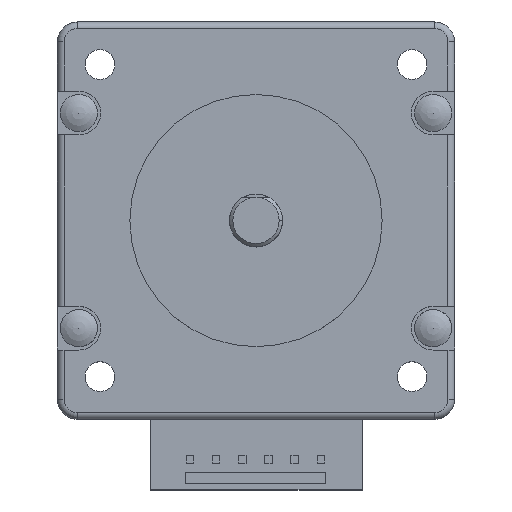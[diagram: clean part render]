
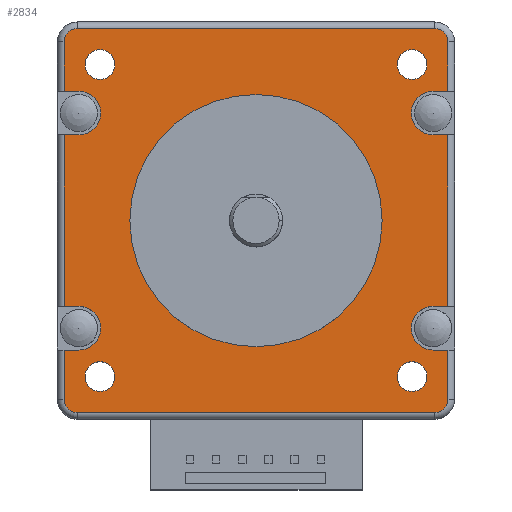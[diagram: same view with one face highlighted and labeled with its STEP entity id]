
A CAD part, top view. The second image highlights one B-rep face of the part: STEP entity #2834.
In plain terms, the highlighted planar face has unit normal (0, 0, 1).
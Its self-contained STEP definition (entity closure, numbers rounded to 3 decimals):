
#110=FACE_BOUND('',#521,.T.);
#111=FACE_BOUND('',#522,.T.);
#112=FACE_BOUND('',#523,.T.);
#113=FACE_BOUND('',#524,.T.);
#114=FACE_BOUND('',#525,.T.);
#190=PLANE('',#3154);
#343=FACE_OUTER_BOUND('',#520,.T.);
#520=EDGE_LOOP('',(#2604,#2605,#2606,#2607,#2608,#2609,#2610,#2611,#2612,
#2613,#2614,#2615,#2616,#2617,#2618,#2619,#2620,#2621,#2622,#2623,#2624,
#2625,#2626,#2627));
#521=EDGE_LOOP('',(#2628));
#522=EDGE_LOOP('',(#2629));
#523=EDGE_LOOP('',(#2630));
#524=EDGE_LOOP('',(#2631));
#525=EDGE_LOOP('',(#2632,#2633));
#618=CIRCLE('',#3029,2.25);
#621=CIRCLE('',#3034,19.05);
#622=CIRCLE('',#3035,19.05);
#629=CIRCLE('',#3048,2.25);
#636=CIRCLE('',#3058,2.);
#638=CIRCLE('',#3061,2.25);
#645=CIRCLE('',#3071,2.);
#648=CIRCLE('',#3075,2.25);
#658=CIRCLE('',#3089,3.3);
#662=CIRCLE('',#3099,2.);
#668=CIRCLE('',#3128,3.3);
#672=CIRCLE('',#3138,3.3);
#678=CIRCLE('',#3149,3.3);
#680=CIRCLE('',#3155,2.);
#852=LINE('',#4600,#1106);
#854=LINE('',#4606,#1108);
#857=LINE('',#4614,#1111);
#859=LINE('',#4620,#1113);
#863=LINE('',#4631,#1117);
#882=LINE('',#4723,#1136);
#884=LINE('',#4733,#1138);
#887=LINE('',#4742,#1141);
#889=LINE('',#4748,#1143);
#891=LINE('',#4754,#1145);
#894=LINE('',#4760,#1148);
#897=LINE('',#4766,#1151);
#927=LINE('',#4841,#1181);
#932=LINE('',#4859,#1186);
#934=LINE('',#4872,#1188);
#936=LINE('',#4879,#1190);
#1106=VECTOR('',#3686,7.45);
#1108=VECTOR('',#3692,2.25);
#1111=VECTOR('',#3699,25.9);
#1113=VECTOR('',#3705,2.25);
#1117=VECTOR('',#3715,7.45);
#1136=VECTOR('',#3808,54.);
#1138=VECTOR('',#3818,7.45);
#1141=VECTOR('',#3827,2.25);
#1143=VECTOR('',#3833,25.9);
#1145=VECTOR('',#3839,2.25);
#1148=VECTOR('',#3844,2.25);
#1151=VECTOR('',#3851,7.45);
#1181=VECTOR('',#3953,2.25);
#1186=VECTOR('',#3976,2.25);
#1188=VECTOR('',#3994,54.);
#1190=VECTOR('',#4004,2.25);
#1371=VERTEX_POINT('',#4581);
#1374=VERTEX_POINT('',#4590);
#1375=VERTEX_POINT('',#4592);
#1376=VERTEX_POINT('',#4596);
#1378=VERTEX_POINT('',#4599);
#1380=VERTEX_POINT('',#4605);
#1381=VERTEX_POINT('',#4610);
#1383=VERTEX_POINT('',#4613);
#1385=VERTEX_POINT('',#4619);
#1387=VERTEX_POINT('',#4625);
#1389=VERTEX_POINT('',#4629);
#1390=VERTEX_POINT('',#4633);
#1401=VERTEX_POINT('',#4661);
#1402=VERTEX_POINT('',#4665);
#1414=VERTEX_POINT('',#4694);
#1415=VERTEX_POINT('',#4695);
#1416=VERTEX_POINT('',#4700);
#1424=VERTEX_POINT('',#4720);
#1425=VERTEX_POINT('',#4722);
#1427=VERTEX_POINT('',#4727);
#1429=VERTEX_POINT('',#4731);
#1430=VERTEX_POINT('',#4735);
#1431=VERTEX_POINT('',#4736);
#1432=VERTEX_POINT('',#4741);
#1434=VERTEX_POINT('',#4747);
#1436=VERTEX_POINT('',#4753);
#1437=VERTEX_POINT('',#4758);
#1438=VERTEX_POINT('',#4759);
#1446=VERTEX_POINT('',#4829);
#1450=VERTEX_POINT('',#4849);
#1709=EDGE_CURVE('',#1371,#1371,#618,.T.);
#1714=EDGE_CURVE('',#1374,#1375,#621,.T.);
#1715=EDGE_CURVE('',#1375,#1374,#622,.T.);
#1717=EDGE_CURVE('',#1378,#1376,#852,.T.);
#1720=EDGE_CURVE('',#1376,#1380,#854,.T.);
#1724=EDGE_CURVE('',#1383,#1381,#857,.T.);
#1727=EDGE_CURVE('',#1381,#1385,#859,.T.);
#1733=EDGE_CURVE('',#1387,#1389,#863,.T.);
#1734=EDGE_CURVE('',#1390,#1390,#629,.T.);
#1748=EDGE_CURVE('',#1389,#1401,#636,.T.);
#1750=EDGE_CURVE('',#1402,#1402,#638,.T.);
#1764=EDGE_CURVE('',#1414,#1415,#645,.T.);
#1767=EDGE_CURVE('',#1416,#1416,#648,.T.);
#1778=EDGE_CURVE('',#1425,#1424,#882,.T.);
#1783=EDGE_CURVE('',#1427,#1429,#884,.T.);
#1784=EDGE_CURVE('',#1430,#1431,#658,.T.);
#1787=EDGE_CURVE('',#1432,#1430,#887,.T.);
#1790=EDGE_CURVE('',#1434,#1432,#889,.T.);
#1793=EDGE_CURVE('',#1434,#1436,#891,.T.);
#1796=EDGE_CURVE('',#1437,#1438,#894,.T.);
#1800=EDGE_CURVE('',#1415,#1437,#897,.T.);
#1802=EDGE_CURVE('',#1424,#1378,#662,.T.);
#1833=EDGE_CURVE('',#1446,#1380,#668,.T.);
#1839=EDGE_CURVE('',#1383,#1446,#927,.T.);
#1843=EDGE_CURVE('',#1385,#1450,#672,.T.);
#1848=EDGE_CURVE('',#1387,#1450,#932,.T.);
#1853=EDGE_CURVE('',#1436,#1438,#678,.T.);
#1854=EDGE_CURVE('',#1401,#1414,#934,.T.);
#1857=EDGE_CURVE('',#1427,#1431,#936,.T.);
#1858=EDGE_CURVE('',#1429,#1425,#680,.T.);
#2604=ORIENTED_EDGE('',*,*,#1778,.T.);
#2605=ORIENTED_EDGE('',*,*,#1802,.T.);
#2606=ORIENTED_EDGE('',*,*,#1717,.T.);
#2607=ORIENTED_EDGE('',*,*,#1720,.T.);
#2608=ORIENTED_EDGE('',*,*,#1833,.F.);
#2609=ORIENTED_EDGE('',*,*,#1839,.F.);
#2610=ORIENTED_EDGE('',*,*,#1724,.T.);
#2611=ORIENTED_EDGE('',*,*,#1727,.T.);
#2612=ORIENTED_EDGE('',*,*,#1843,.T.);
#2613=ORIENTED_EDGE('',*,*,#1848,.F.);
#2614=ORIENTED_EDGE('',*,*,#1733,.T.);
#2615=ORIENTED_EDGE('',*,*,#1748,.T.);
#2616=ORIENTED_EDGE('',*,*,#1854,.T.);
#2617=ORIENTED_EDGE('',*,*,#1764,.T.);
#2618=ORIENTED_EDGE('',*,*,#1800,.T.);
#2619=ORIENTED_EDGE('',*,*,#1796,.T.);
#2620=ORIENTED_EDGE('',*,*,#1853,.F.);
#2621=ORIENTED_EDGE('',*,*,#1793,.F.);
#2622=ORIENTED_EDGE('',*,*,#1790,.T.);
#2623=ORIENTED_EDGE('',*,*,#1787,.T.);
#2624=ORIENTED_EDGE('',*,*,#1784,.T.);
#2625=ORIENTED_EDGE('',*,*,#1857,.F.);
#2626=ORIENTED_EDGE('',*,*,#1783,.T.);
#2627=ORIENTED_EDGE('',*,*,#1858,.T.);
#2628=ORIENTED_EDGE('',*,*,#1750,.T.);
#2629=ORIENTED_EDGE('',*,*,#1767,.T.);
#2630=ORIENTED_EDGE('',*,*,#1709,.T.);
#2631=ORIENTED_EDGE('',*,*,#1734,.T.);
#2632=ORIENTED_EDGE('',*,*,#1715,.F.);
#2633=ORIENTED_EDGE('',*,*,#1714,.F.);
#2834=ADVANCED_FACE('',(#343,#110,#111,#112,#113,#114),#190,.F.);
#3029=AXIS2_PLACEMENT_3D('',#4582,#3666,#3667);
#3034=AXIS2_PLACEMENT_3D('',#4593,#3678,#3679);
#3035=AXIS2_PLACEMENT_3D('',#4594,#3680,#3681);
#3048=AXIS2_PLACEMENT_3D('',#4634,#3718,#3719);
#3058=AXIS2_PLACEMENT_3D('',#4662,#3745,#3746);
#3061=AXIS2_PLACEMENT_3D('',#4666,#3751,#3752);
#3071=AXIS2_PLACEMENT_3D('',#4696,#3778,#3779);
#3075=AXIS2_PLACEMENT_3D('',#4701,#3786,#3787);
#3089=AXIS2_PLACEMENT_3D('',#4737,#3821,#3822);
#3099=AXIS2_PLACEMENT_3D('',#4769,#3855,#3856);
#3128=AXIS2_PLACEMENT_3D('',#4830,#3938,#3939);
#3138=AXIS2_PLACEMENT_3D('',#4850,#3964,#3965);
#3149=AXIS2_PLACEMENT_3D('',#4870,#3990,#3991);
#3154=AXIS2_PLACEMENT_3D('',#4878,#4002,#4003);
#3155=AXIS2_PLACEMENT_3D('',#4880,#4005,#4006);
#3666=DIRECTION('center_axis',(0.,0.,-1.));
#3667=DIRECTION('ref_axis',(1.,0.,0.));
#3678=DIRECTION('center_axis',(0.,0.,1.));
#3679=DIRECTION('ref_axis',(-1.,0.,0.));
#3680=DIRECTION('center_axis',(0.,0.,1.));
#3681=DIRECTION('ref_axis',(-1.,0.,0.));
#3686=DIRECTION('',(0.,1.,0.));
#3692=DIRECTION('',(-1.,0.,0.));
#3699=DIRECTION('',(0.,1.,0.));
#3705=DIRECTION('',(-1.,0.,0.));
#3715=DIRECTION('',(0.,1.,0.));
#3718=DIRECTION('center_axis',(0.,0.,-1.));
#3719=DIRECTION('ref_axis',(0.,1.,0.));
#3745=DIRECTION('center_axis',(0.,0.,1.));
#3746=DIRECTION('ref_axis',(1.,0.,0.));
#3751=DIRECTION('center_axis',(0.,0.,-1.));
#3752=DIRECTION('ref_axis',(-1.,0.,0.));
#3778=DIRECTION('center_axis',(0.,0.,1.));
#3779=DIRECTION('ref_axis',(0.,1.,0.));
#3786=DIRECTION('center_axis',(0.,0.,-1.));
#3787=DIRECTION('ref_axis',(0.,-1.,0.));
#3808=DIRECTION('',(1.,0.,0.));
#3818=DIRECTION('',(0.,-1.,0.));
#3821=DIRECTION('center_axis',(0.,0.,-1.));
#3822=DIRECTION('ref_axis',(0.,1.,0.));
#3827=DIRECTION('',(1.,0.,0.));
#3833=DIRECTION('',(0.,-1.,0.));
#3839=DIRECTION('',(1.,0.,0.));
#3844=DIRECTION('',(1.,0.,0.));
#3851=DIRECTION('',(0.,-1.,0.));
#3855=DIRECTION('center_axis',(0.,0.,1.));
#3856=DIRECTION('ref_axis',(0.,-1.,0.));
#3938=DIRECTION('center_axis',(0.,0.,1.));
#3939=DIRECTION('ref_axis',(0.,1.,0.));
#3953=DIRECTION('',(-1.,0.,0.));
#3964=DIRECTION('center_axis',(0.,0.,-1.));
#3965=DIRECTION('ref_axis',(0.,-1.,0.));
#3976=DIRECTION('',(-1.,0.,0.));
#3990=DIRECTION('center_axis',(0.,0.,1.));
#3991=DIRECTION('ref_axis',(0.,-1.,0.));
#3994=DIRECTION('',(-1.,0.,0.));
#4002=DIRECTION('center_axis',(0.,0.,-1.));
#4003=DIRECTION('ref_axis',(0.,1.,0.));
#4004=DIRECTION('',(1.,0.,0.));
#4005=DIRECTION('center_axis',(0.,0.,1.));
#4006=DIRECTION('ref_axis',(-1.,0.,0.));
#4581=CARTESIAN_POINT('',(21.32,-23.57,56.));
#4582=CARTESIAN_POINT('Origin',(23.57,-23.57,56.));
#4590=CARTESIAN_POINT('',(19.05,0.,56.));
#4592=CARTESIAN_POINT('',(-19.05,0.,56.));
#4593=CARTESIAN_POINT('Origin',(0.,0.,56.));
#4594=CARTESIAN_POINT('Origin',(0.,0.,56.));
#4596=CARTESIAN_POINT('',(29.,-19.55,56.));
#4599=CARTESIAN_POINT('',(29.,-27.,56.));
#4600=CARTESIAN_POINT('',(29.,-27.,56.));
#4605=CARTESIAN_POINT('',(26.75,-19.55,56.));
#4606=CARTESIAN_POINT('',(29.,-19.55,56.));
#4610=CARTESIAN_POINT('',(29.,12.95,56.));
#4613=CARTESIAN_POINT('',(29.,-12.95,56.));
#4614=CARTESIAN_POINT('',(29.,-12.95,56.));
#4619=CARTESIAN_POINT('',(26.75,12.95,56.));
#4620=CARTESIAN_POINT('',(29.,12.95,56.));
#4625=CARTESIAN_POINT('',(29.,19.55,56.));
#4629=CARTESIAN_POINT('',(29.,27.,56.));
#4631=CARTESIAN_POINT('',(29.,19.55,56.));
#4633=CARTESIAN_POINT('',(23.57,21.32,56.));
#4634=CARTESIAN_POINT('Origin',(23.57,23.57,56.));
#4661=CARTESIAN_POINT('',(27.,29.,56.));
#4662=CARTESIAN_POINT('Origin',(27.,27.,56.));
#4665=CARTESIAN_POINT('',(-21.32,23.57,56.));
#4666=CARTESIAN_POINT('Origin',(-23.57,23.57,56.));
#4694=CARTESIAN_POINT('',(-27.,29.,56.));
#4695=CARTESIAN_POINT('',(-29.,27.,56.));
#4696=CARTESIAN_POINT('Origin',(-27.,27.,56.));
#4700=CARTESIAN_POINT('',(-23.57,-21.32,56.));
#4701=CARTESIAN_POINT('Origin',(-23.57,-23.57,56.));
#4720=CARTESIAN_POINT('',(27.,-29.,56.));
#4722=CARTESIAN_POINT('',(-27.,-29.,56.));
#4723=CARTESIAN_POINT('',(-27.,-29.,56.));
#4727=CARTESIAN_POINT('',(-29.,-19.55,56.));
#4731=CARTESIAN_POINT('',(-29.,-27.,56.));
#4733=CARTESIAN_POINT('',(-29.,-19.55,56.));
#4735=CARTESIAN_POINT('',(-26.75,-12.95,56.));
#4736=CARTESIAN_POINT('',(-26.75,-19.55,56.));
#4737=CARTESIAN_POINT('Origin',(-26.75,-16.25,56.));
#4741=CARTESIAN_POINT('',(-29.,-12.95,56.));
#4742=CARTESIAN_POINT('',(-29.,-12.95,56.));
#4747=CARTESIAN_POINT('',(-29.,12.95,56.));
#4748=CARTESIAN_POINT('',(-29.,12.95,56.));
#4753=CARTESIAN_POINT('',(-26.75,12.95,56.));
#4754=CARTESIAN_POINT('',(-29.,12.95,56.));
#4758=CARTESIAN_POINT('',(-29.,19.55,56.));
#4759=CARTESIAN_POINT('',(-26.75,19.55,56.));
#4760=CARTESIAN_POINT('',(-29.,19.55,56.));
#4766=CARTESIAN_POINT('',(-29.,27.,56.));
#4769=CARTESIAN_POINT('Origin',(27.,-27.,56.));
#4829=CARTESIAN_POINT('',(26.75,-12.95,56.));
#4830=CARTESIAN_POINT('Origin',(26.75,-16.25,56.));
#4841=CARTESIAN_POINT('',(29.,-12.95,56.));
#4849=CARTESIAN_POINT('',(26.75,19.55,56.));
#4850=CARTESIAN_POINT('Origin',(26.75,16.25,56.));
#4859=CARTESIAN_POINT('',(29.,19.55,56.));
#4870=CARTESIAN_POINT('Origin',(-26.75,16.25,56.));
#4872=CARTESIAN_POINT('',(27.,29.,56.));
#4878=CARTESIAN_POINT('Origin',(0.,0.,56.));
#4879=CARTESIAN_POINT('',(-29.,-19.55,56.));
#4880=CARTESIAN_POINT('Origin',(-27.,-27.,56.));
